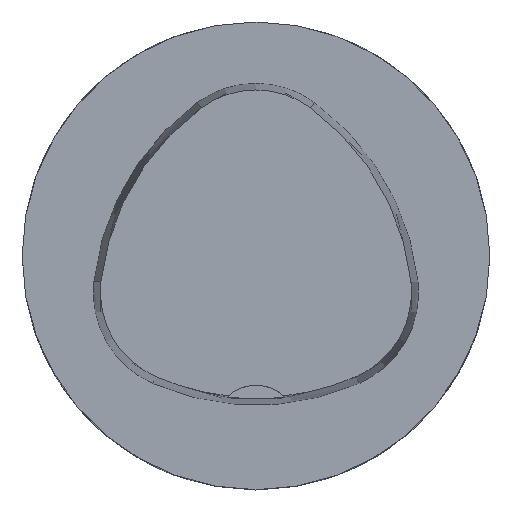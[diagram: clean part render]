
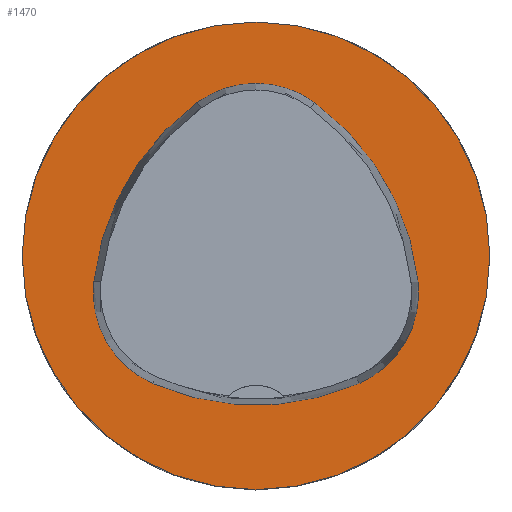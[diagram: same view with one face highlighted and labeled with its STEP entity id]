
A CAD part, top view. The second image highlights one B-rep face of the part: STEP entity #1470.
In plain terms, the highlighted planar face has unit normal (0, 0, 1).
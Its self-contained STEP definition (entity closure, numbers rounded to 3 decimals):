
#782=PLANE('',#8001);
#1470=ADVANCED_FACE('',(#2721,#2722),#782,.T.);
#2721=FACE_BOUND('',#3220,.T.);
#2722=FACE_BOUND('',#3221,.T.);
#3220=EDGE_LOOP('',(#5100,#5101,#5102,#5103,#5104,#5105));
#3221=EDGE_LOOP('',(#5106));
#5100=ORIENTED_EDGE('',*,*,#6815,.T.);
#5101=ORIENTED_EDGE('',*,*,#6795,.T.);
#5102=ORIENTED_EDGE('',*,*,#6799,.T.);
#5103=ORIENTED_EDGE('',*,*,#6802,.T.);
#5104=ORIENTED_EDGE('',*,*,#6805,.T.);
#5105=ORIENTED_EDGE('',*,*,#6813,.T.);
#5106=ORIENTED_EDGE('',*,*,#5890,.F.);
#5194=VERTEX_POINT('',#10150);
#5850=VERTEX_POINT('',#32186);
#5851=VERTEX_POINT('',#32187);
#5854=VERTEX_POINT('',#32195);
#5856=VERTEX_POINT('',#32201);
#5858=VERTEX_POINT('',#32207);
#5865=VERTEX_POINT('',#32228);
#5890=EDGE_CURVE('',#5194,#5194,#6848,.T.);
#6795=EDGE_CURVE('',#5850,#5851,#6998,.T.);
#6799=EDGE_CURVE('',#5851,#5854,#7000,.T.);
#6802=EDGE_CURVE('',#5854,#5856,#7002,.T.);
#6805=EDGE_CURVE('',#5856,#5858,#7004,.T.);
#6813=EDGE_CURVE('',#5858,#5865,#7008,.T.);
#6815=EDGE_CURVE('',#5865,#5850,#7010,.T.);
#6848=CIRCLE('',#7199,40.);
#6998=CIRCLE('',#7979,44.);
#7000=CIRCLE('',#7982,17.);
#7002=CIRCLE('',#7985,44.);
#7004=CIRCLE('',#7988,17.);
#7008=CIRCLE('',#7993,44.);
#7010=CIRCLE('',#7996,17.);
#7199=AXIS2_PLACEMENT_3D('',#10149,#8088,#8089);
#7979=AXIS2_PLACEMENT_3D('',#32185,#9958,#9959);
#7982=AXIS2_PLACEMENT_3D('',#32194,#9966,#9967);
#7985=AXIS2_PLACEMENT_3D('',#32200,#9973,#9974);
#7988=AXIS2_PLACEMENT_3D('',#32206,#9980,#9981);
#7993=AXIS2_PLACEMENT_3D('',#32229,#9992,#9993);
#7996=AXIS2_PLACEMENT_3D('',#32232,#9998,#9999);
#8001=AXIS2_PLACEMENT_3D('',#32237,#10008,#10009);
#8088=DIRECTION('',(0.,0.,-1.));
#8089=DIRECTION('',(-1.,0.,0.));
#9958=DIRECTION('',(0.,0.,-1.));
#9959=DIRECTION('',(-1.,0.,0.));
#9966=DIRECTION('',(0.,0.,-1.));
#9967=DIRECTION('',(-1.,0.,0.));
#9973=DIRECTION('',(0.,0.,-1.));
#9974=DIRECTION('',(-1.,0.,0.));
#9980=DIRECTION('',(0.,0.,-1.));
#9981=DIRECTION('',(-1.,0.,0.));
#9992=DIRECTION('',(0.,0.,-1.));
#9993=DIRECTION('',(-1.,0.,0.));
#9998=DIRECTION('',(0.,0.,-1.));
#9999=DIRECTION('',(-1.,0.,0.));
#10008=DIRECTION('',(0.,0.,1.));
#10009=DIRECTION('',(1.,0.,0.));
#10149=CARTESIAN_POINT('',(0.,0.,0.));
#10150=CARTESIAN_POINT('',(-40.,0.,0.));
#32185=CARTESIAN_POINT('',(16.01,-9.224,0.));
#32186=CARTESIAN_POINT('',(-27.722,-4.378,0.));
#32187=CARTESIAN_POINT('',(-10.119,26.178,0.));
#32194=CARTESIAN_POINT('',(-0.023,12.5,0.));
#32195=CARTESIAN_POINT('',(10.049,26.194,0.));
#32200=CARTESIAN_POINT('',(-16.021,-9.25,0.));
#32201=CARTESIAN_POINT('',(27.71,-4.394,0.));
#32206=CARTESIAN_POINT('',(10.814,-6.27,0.));
#32207=CARTESIAN_POINT('',(17.611,-21.852,0.));
#32228=CARTESIAN_POINT('',(-17.652,-21.819,0.));
#32229=CARTESIAN_POINT('',(0.017,18.477,0.));
#32232=CARTESIAN_POINT('',(-10.825,-6.25,0.));
#32237=CARTESIAN_POINT('',(0.,0.,0.));
